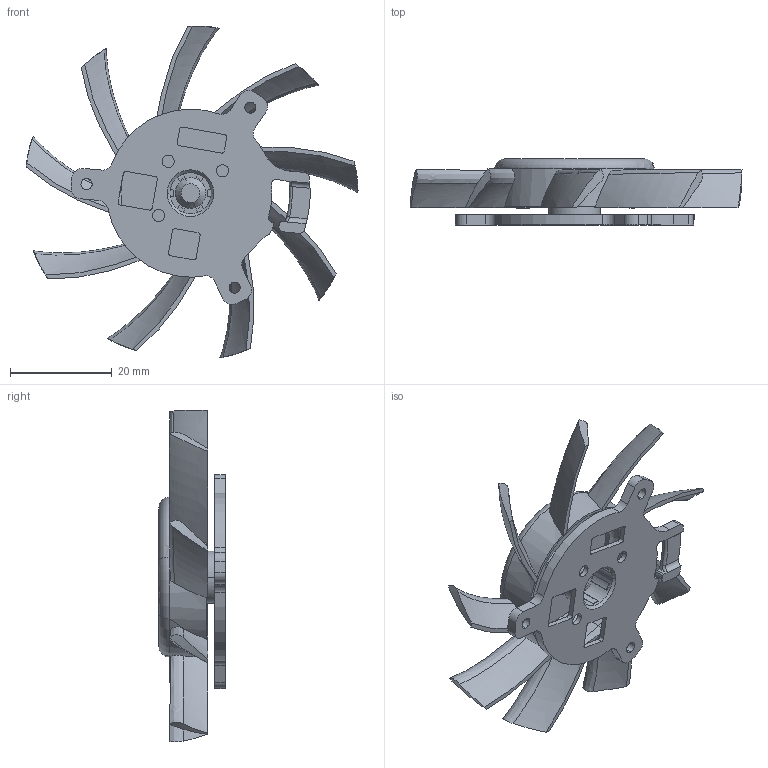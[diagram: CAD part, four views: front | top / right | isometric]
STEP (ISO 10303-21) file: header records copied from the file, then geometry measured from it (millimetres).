
FILE_DESCRIPTION((''),'2;1');
FILE_NAME('AFB0705MC-00F0R-V0_ASM','2019-05-09T',('ALLEN.HAN'),(''),'PRO/ENGINEER BY PARAMETRIC TECHNOLOGY CORPORATION, 2009360','PRO/ENGINEER BY PARAMETRIC TECHNOLOGY CORPORATION, 2009360','');
FILE_SCHEMA(('CONFIG_CONTROL_DESIGN'));
Length unit declared in the file: millimetre
Products named in the file (3): 00F0R-PILLOW-V0; 00F0R-IMP-V0-1; AFB0705MC-00F0R-V0_ASM
Assembly tree (2 placements, depth 2):
  AFB0705MC-00F0R-V0_ASM
    00F0R-PILLOW-V0
    00F0R-IMP-V0-1
Bounding box: 65.23 x 13 x 65.18 mm (x, y, z)
Volume: 4576.3 mm3; surface area: 9062.4 mm2
Topology: 2 solids, 2 shells, 351 faces, 992 edges, 662 vertices
Faces by surface type: plane 140, cylinder 124, bspline 47, cone 30, torus 10
Entity records: 26435 total; most frequent: CARTESIAN_POINT 17284, ORIENTED_EDGE 1984, DIRECTION 1852, EDGE_CURVE 992, AXIS2_PLACEMENT_3D 721, VERTEX_POINT 662, CIRCLE 412, VECTOR 410
